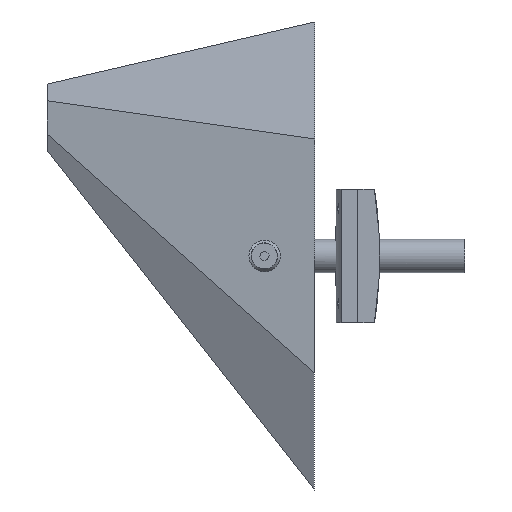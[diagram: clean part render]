
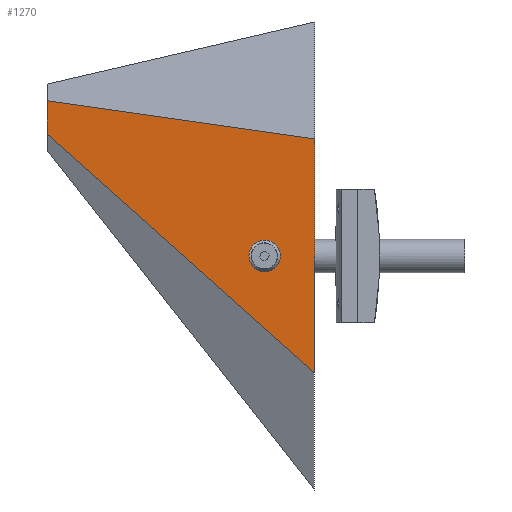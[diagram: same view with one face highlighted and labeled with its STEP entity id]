
A CAD part, left-side view. The second image highlights one B-rep face of the part: STEP entity #1270.
In plain terms, the highlighted face is planar.
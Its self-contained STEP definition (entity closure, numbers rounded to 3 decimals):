
#148=FACE_BOUND('',#346,.T.);
#177=PLANE('',#1604);
#264=FACE_OUTER_BOUND('',#345,.T.);
#345=EDGE_LOOP('',(#983,#984,#985,#986));
#346=EDGE_LOOP('',(#987));
#443=LINE('',#2285,#519);
#451=LINE('',#2302,#527);
#457=LINE('',#2312,#533);
#458=LINE('',#2314,#534);
#519=VECTOR('',#1800,10.);
#527=VECTOR('',#1810,10.);
#533=VECTOR('',#1824,10.);
#534=VECTOR('',#1827,10.);
#589=CIRCLE('',#1591,4.7);
#659=VERTEX_POINT('',#2219);
#669=VERTEX_POINT('',#2282);
#670=VERTEX_POINT('',#2284);
#677=VERTEX_POINT('',#2299);
#678=VERTEX_POINT('',#2301);
#770=EDGE_CURVE('',#659,#659,#589,.T.);
#784=EDGE_CURVE('',#670,#669,#443,.T.);
#792=EDGE_CURVE('',#677,#678,#451,.T.);
#798=EDGE_CURVE('',#677,#670,#457,.T.);
#799=EDGE_CURVE('',#678,#669,#458,.T.);
#983=ORIENTED_EDGE('',*,*,#792,.F.);
#984=ORIENTED_EDGE('',*,*,#798,.T.);
#985=ORIENTED_EDGE('',*,*,#784,.T.);
#986=ORIENTED_EDGE('',*,*,#799,.F.);
#987=ORIENTED_EDGE('',*,*,#770,.T.);
#1270=ADVANCED_FACE('',(#264,#148),#177,.F.);
#1591=AXIS2_PLACEMENT_3D('',#2220,#1778,#1779);
#1604=AXIS2_PLACEMENT_3D('',#2313,#1825,#1826);
#1778=DIRECTION('center_axis',(-0.995,-0.1,0.));
#1779=DIRECTION('ref_axis',(0.,0.,
-1.));
#1800=DIRECTION('',(0.,0.,-1.));
#1810=DIRECTION('',(0.,0.,-1.));
#1824=DIRECTION('',(0.075,-0.744,0.664));
#1825=DIRECTION('center_axis',(-0.995,-0.1,0.));
#1826=DIRECTION('ref_axis',(0.,0.,1.));
#1827=DIRECTION('',(0.099,-0.985,0.141));
#2219=CARTESIAN_POINT('',(7.879,14.925,-65.3));
#2220=CARTESIAN_POINT('Origin',(7.879,14.925,-70.));
#2282=CARTESIAN_POINT('',(9.378,0.,-105.));
#2284=CARTESIAN_POINT('',(9.378,0.,-35.));
#2285=CARTESIAN_POINT('',(9.378,0.,-105.));
#2299=CARTESIAN_POINT('',(1.34,80.,-106.442));
#2301=CARTESIAN_POINT('',(1.34,80.,-116.442));
#2302=CARTESIAN_POINT('',(1.34,80.,-106.442));
#2312=CARTESIAN_POINT('',(1.34,80.,-106.442));
#2313=CARTESIAN_POINT('Origin',(1.34,80.,-106.442));
#2314=CARTESIAN_POINT('',(1.34,80.,-116.442));
